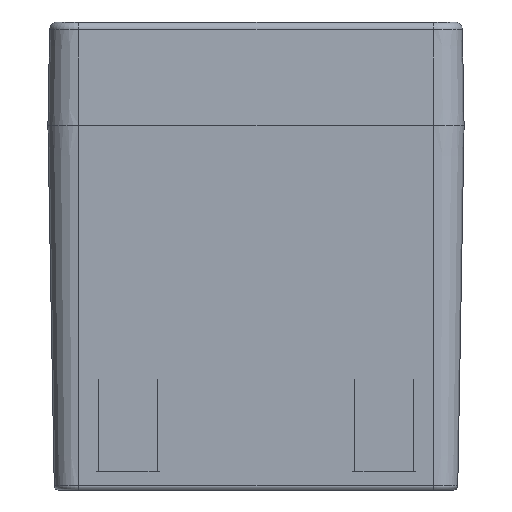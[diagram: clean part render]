
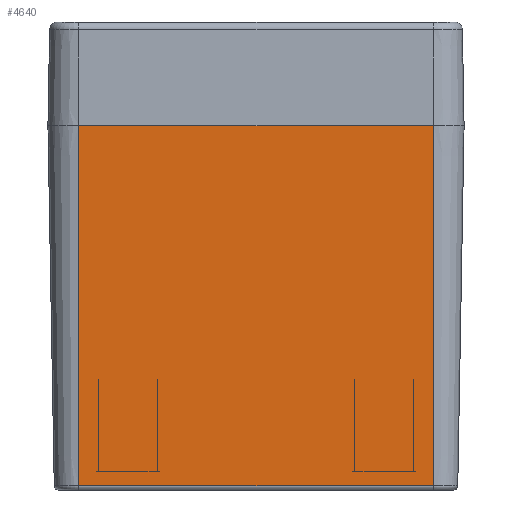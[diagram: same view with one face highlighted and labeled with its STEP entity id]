
A CAD part, left-side view. The second image highlights one B-rep face of the part: STEP entity #4640.
In plain terms, the highlighted planar face has unit normal (-1, 0, -0.018).
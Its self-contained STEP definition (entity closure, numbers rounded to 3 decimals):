
#132=CARTESIAN_POINT('',(-79.283,34.25,-69.714));
#133=VERTEX_POINT('',#132);
#158=CARTESIAN_POINT('',(-79.283,-34.25,-69.714));
#159=VERTEX_POINT('',#158);
#167=CARTESIAN_POINT('',(-79.283,-34.25,-69.714));
#168=DIRECTION('',(0.0,1.0,0.0));
#169=VECTOR('',#168,68.5);
#170=LINE('',#167,#169);
#171=EDGE_CURVE('',#159,#133,#170,.T.);
#457=CARTESIAN_POINT('',(-80.5,34.25,0.0));
#458=VERTEX_POINT('',#457);
#459=CARTESIAN_POINT('',(-80.5,34.25,0.0));
#460=DIRECTION('',(0.017,0.0,-1.));
#461=VECTOR('',#460,69.725);
#462=LINE('',#459,#461);
#463=EDGE_CURVE('',#458,#133,#462,.T.);
#1087=CARTESIAN_POINT('',(-80.5,-34.25,0.0));
#1088=VERTEX_POINT('',#1087);
#1089=CARTESIAN_POINT('',(-80.5,-34.25,0.0));
#1090=DIRECTION('',(0.0,1.0,0.0));
#1091=VECTOR('',#1090,68.5);
#1092=LINE('',#1089,#1091);
#1093=EDGE_CURVE('',#1088,#458,#1092,.T.);
#4624=CARTESIAN_POINT('',(-80.5,34.25,0.0));
#4625=DIRECTION('',(-1.,0.0,-0.017));
#4626=DIRECTION('',(0.0,1.0,0.0));
#4627=AXIS2_PLACEMENT_3D('',#4624,#4625,#4626);
#4628=PLANE('',#4627);
#4629=ORIENTED_EDGE('',*,*,#171,.F.);
#4630=CARTESIAN_POINT('',(-80.5,-34.25,0.0));
#4631=DIRECTION('',(0.017,0.0,-1.));
#4632=VECTOR('',#4631,69.725);
#4633=LINE('',#4630,#4632);
#4634=EDGE_CURVE('',#1088,#159,#4633,.T.);
#4635=ORIENTED_EDGE('',*,*,#4634,.F.);
#4636=ORIENTED_EDGE('',*,*,#1093,.T.);
#4637=ORIENTED_EDGE('',*,*,#463,.T.);
#4638=EDGE_LOOP('',(#4629,#4635,#4636,#4637));
#4639=FACE_OUTER_BOUND('',#4638,.T.);
#4640=ADVANCED_FACE('',(#4639),#4628,.T.);
